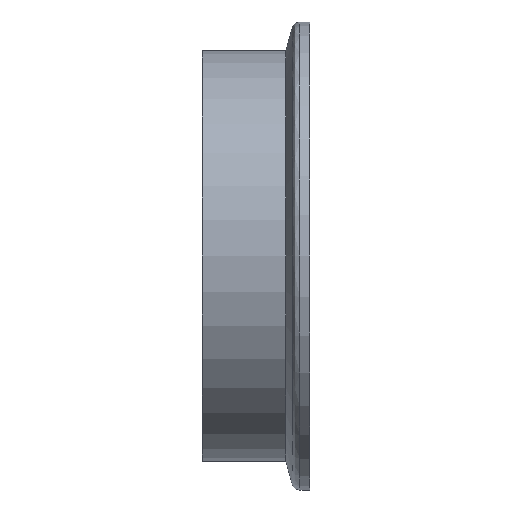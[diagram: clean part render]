
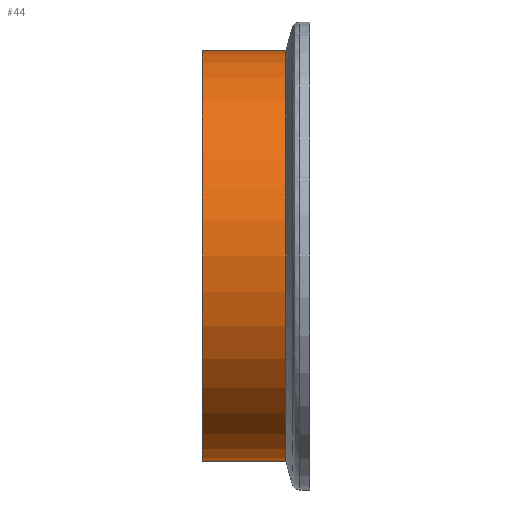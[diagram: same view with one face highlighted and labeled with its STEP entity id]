
A CAD part, front view. The second image highlights one B-rep face of the part: STEP entity #44.
In plain terms, the highlighted cylindrical face has radius 38.15 mm (diameter 76.3 mm), a partial arc.
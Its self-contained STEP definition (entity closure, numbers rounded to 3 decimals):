
#44=ADVANCED_FACE('',(#95),#94,.T.);
#94=CYLINDRICAL_SURFACE('',#199,38.15);
#95=FACE_OUTER_BOUND('',#200,.T.);
#196=CARTESIAN_POINT('',(0.,0.,0.));
#197=DIRECTION('',(1.,0.,0.));
#198=DIRECTION('',(0.,0.,1.));
#199=AXIS2_PLACEMENT_3D('',#196,#197,#198);
#200=EDGE_LOOP('',(#306,#307,#308,#309));
#306=ORIENTED_EDGE('',*,*,#348,.T.);
#307=ORIENTED_EDGE('',*,*,#349,.F.);
#308=ORIENTED_EDGE('',*,*,#343,.F.);
#309=ORIENTED_EDGE('',*,*,#350,.T.);
#343=EDGE_CURVE('',#391,#390,#398,.T.);
#348=EDGE_CURVE('',#430,#431,#432,.T.);
#349=EDGE_CURVE('',#390,#431,#438,.T.);
#350=EDGE_CURVE('',#391,#430,#444,.T.);
#390=VERTEX_POINT('',#540);
#391=VERTEX_POINT('',#541);
#398=CIRCLE('',#549,38.15);
#430=VERTEX_POINT('',#564);
#431=VERTEX_POINT('',#565);
#432=CIRCLE('',#569,38.15);
#438=(BOUNDED_CURVE() B_SPLINE_CURVE(1,(#570,#571),.UNSPECIFIED.,.F.,.F.) B_SPLINE_CURVE_WITH_KNOTS((2,2),(0.083,0.917),.UNSPECIFIED.) CURVE() GEOMETRIC_REPRESENTATION_ITEM() RATIONAL_B_SPLINE_CURVE((1.,1.)) REPRESENTATION_ITEM('') );
#444=(BOUNDED_CURVE() B_SPLINE_CURVE(1,(#572,#573),.UNSPECIFIED.,.F.,.F.) B_SPLINE_CURVE_WITH_KNOTS((2,2),(0.083,0.917),.UNSPECIFIED.) CURVE() GEOMETRIC_REPRESENTATION_ITEM() RATIONAL_B_SPLINE_CURVE((0.75,0.75)) REPRESENTATION_ITEM('') );
#540=CARTESIAN_POINT('',(0.,0.,38.15));
#541=CARTESIAN_POINT('',(0.,0.,-38.15));
#546=CARTESIAN_POINT('',(0.,0.,0.));
#547=DIRECTION('',(-1.,0.,0.));
#548=DIRECTION('',(0.,0.,1.));
#549=AXIS2_PLACEMENT_3D('',#546,#547,#548);
#564=CARTESIAN_POINT('',(15.566,0.,-38.15));
#565=CARTESIAN_POINT('',(15.566,0.,38.15));
#566=CARTESIAN_POINT('',(15.566,0.,0.));
#567=DIRECTION('',(-1.,0.,0.));
#568=DIRECTION('',(0.,0.,1.));
#569=AXIS2_PLACEMENT_3D('',#566,#567,#568);
#570=CARTESIAN_POINT('',(0.,0.,38.15));
#571=CARTESIAN_POINT('',(15.566,0.,38.15));
#572=CARTESIAN_POINT('',(0.,0.,-38.15));
#573=CARTESIAN_POINT('',(15.566,0.,-38.15));
